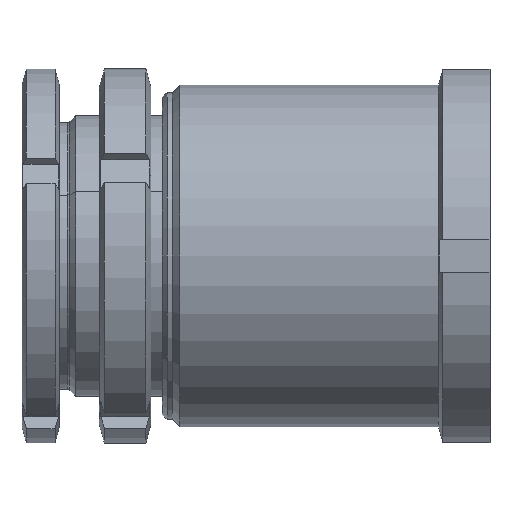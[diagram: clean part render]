
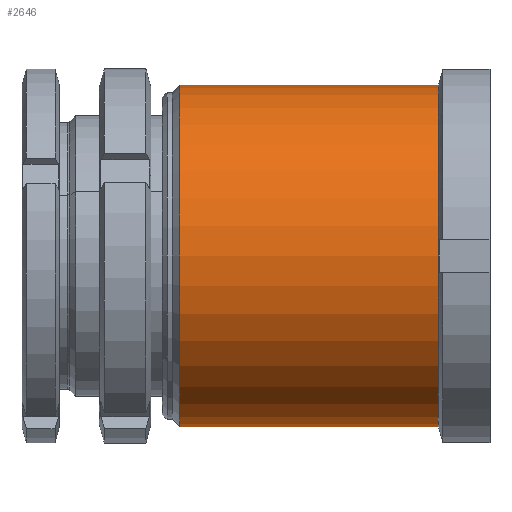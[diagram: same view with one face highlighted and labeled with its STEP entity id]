
A CAD part, left-side view. The second image highlights one B-rep face of the part: STEP entity #2646.
In plain terms, the highlighted cylindrical face has radius 36.5 mm (diameter 73 mm), a partial arc.
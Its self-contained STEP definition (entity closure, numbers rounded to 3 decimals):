
#434 = DIRECTION ( 'NONE',  ( 0., 0., 1. ) ) ;
#527 = CARTESIAN_POINT ( 'NONE',  ( 0., -59., -36.5 ) ) ;
#580 = DIRECTION ( 'NONE',  ( 0., 0., 1. ) ) ;
#694 = DIRECTION ( 'NONE',  ( 0., 1., 0. ) ) ;
#699 = ORIENTED_EDGE ( 'NONE', *, *, #3540, .T. ) ;
#958 = VERTEX_POINT ( 'NONE', #1873 ) ;
#1062 = CARTESIAN_POINT ( 'NONE',  ( 0., -3.8, 36.5 ) ) ;
#1090 = DIRECTION ( 'NONE',  ( 0., 0., 1. ) ) ;
#1096 = AXIS2_PLACEMENT_3D ( 'NONE', #3578, #1119, #1090 ) ;
#1119 = DIRECTION ( 'NONE',  ( 0., 1., 0. ) ) ;
#1240 = CYLINDRICAL_SURFACE ( 'NONE', #1096, 36.5 ) ;
#1332 = CIRCLE ( 'NONE', #1694, 36.5 ) ;
#1655 = ORIENTED_EDGE ( 'NONE', *, *, #3208, .F. ) ;
#1694 = AXIS2_PLACEMENT_3D ( 'NONE', #3883, #2943, #434 ) ;
#1697 = DIRECTION ( 'NONE',  ( 0., 1., 0. ) ) ;
#1781 = ORIENTED_EDGE ( 'NONE', *, *, #1842, .F. ) ;
#1842 = EDGE_CURVE ( 'NONE', #3154, #958, #2220, .T. ) ;
#1873 = CARTESIAN_POINT ( 'NONE',  ( 0., -3.8, -36.5 ) ) ;
#1889 = ORIENTED_EDGE ( 'NONE', *, *, #3456, .T. ) ;
#2071 = FACE_OUTER_BOUND ( 'NONE', #4078, .T. ) ;
#2216 = VERTEX_POINT ( 'NONE', #4015 ) ;
#2220 = LINE ( 'NONE', #3577, #2841 ) ;
#2467 = VECTOR ( 'NONE', #694, 1000. ) ;
#2469 = CARTESIAN_POINT ( 'NONE',  ( 0., -3.8, 0. ) ) ;
#2576 = VERTEX_POINT ( 'NONE', #1062 ) ;
#2646 = ADVANCED_FACE ( 'NONE', ( #2071 ), #1240, .T. ) ;
#2697 = CIRCLE ( 'NONE', #3810, 36.5 ) ;
#2841 = VECTOR ( 'NONE', #1697, 1000. ) ;
#2943 = DIRECTION ( 'NONE',  ( 0., 1., 0. ) ) ;
#3135 = CARTESIAN_POINT ( 'NONE',  ( 0., 10.447, 36.5 ) ) ;
#3154 = VERTEX_POINT ( 'NONE', #527 ) ;
#3208 = EDGE_CURVE ( 'NONE', #958, #2576, #2697, .T. ) ;
#3456 = EDGE_CURVE ( 'NONE', #2216, #2576, #4084, .T. ) ;
#3540 = EDGE_CURVE ( 'NONE', #3154, #2216, #1332, .T. ) ;
#3577 = CARTESIAN_POINT ( 'NONE',  ( 0., 10.447, -36.5 ) ) ;
#3578 = CARTESIAN_POINT ( 'NONE',  ( 0., 10.447, 0. ) ) ;
#3722 = DIRECTION ( 'NONE',  ( 0., 1., 0. ) ) ;
#3810 = AXIS2_PLACEMENT_3D ( 'NONE', #2469, #3722, #580 ) ;
#3883 = CARTESIAN_POINT ( 'NONE',  ( 0., -59., 0. ) ) ;
#4015 = CARTESIAN_POINT ( 'NONE',  ( 0., -59., 36.5 ) ) ;
#4078 = EDGE_LOOP ( 'NONE', ( #1781, #699, #1889, #1655 ) ) ;
#4084 = LINE ( 'NONE', #3135, #2467 ) ;
